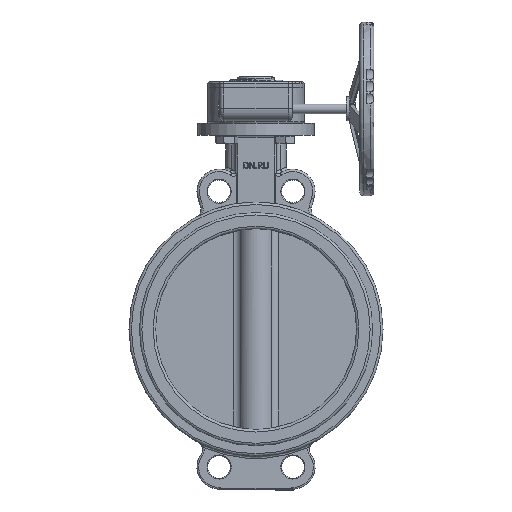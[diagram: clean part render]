
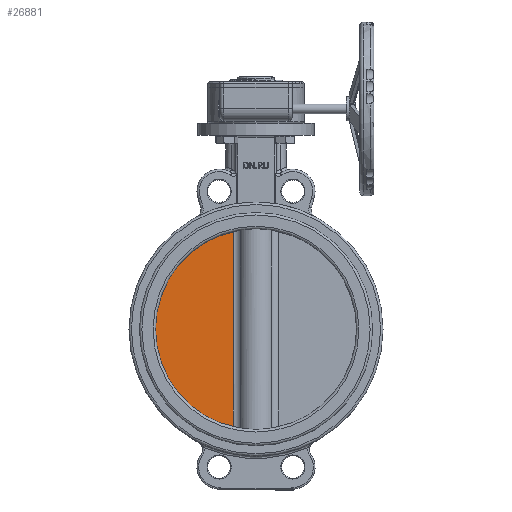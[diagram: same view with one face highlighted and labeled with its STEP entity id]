
A CAD part, top view. The second image highlights one B-rep face of the part: STEP entity #26881.
In plain terms, the highlighted planar face has unit normal (0, 0, 1).
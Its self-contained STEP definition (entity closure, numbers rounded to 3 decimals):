
#525=PLANE('',#28880);
#1102=LINE('',#41159,#2773);
#2773=VECTOR('',#32180,10.);
#5671=FACE_OUTER_BOUND('',#7364,.T.);
#7364=EDGE_LOOP('',(#17528,#17529));
#9219=CIRCLE('',#28866,125.);
#10786=VERTEX_POINT('',#41080);
#10787=VERTEX_POINT('',#41089);
#13257=EDGE_CURVE('',#10786,#10787,#9219,.T.);
#13273=EDGE_CURVE('',#10787,#10786,#1102,.T.);
#17528=ORIENTED_EDGE('',*,*,#13273,.F.);
#17529=ORIENTED_EDGE('',*,*,#13257,.F.);
#26881=ADVANCED_FACE('',(#5671),#525,.T.);
#28866=AXIS2_PLACEMENT_3D('',#41090,#32143,#32144);
#28880=AXIS2_PLACEMENT_3D('',#41160,#32181,#32182);
#32143=DIRECTION('center_axis',(0.,0.,-1.));
#32144=DIRECTION('ref_axis',(-1.,0.,0.));
#32180=DIRECTION('',(0.,-1.,0.));
#32181=DIRECTION('center_axis',(0.,0.,1.));
#32182=DIRECTION('ref_axis',(1.,0.,0.));
#41080=CARTESIAN_POINT('',(-28.267,-121.762,5.));
#41089=CARTESIAN_POINT('',(-28.267,121.762,5.));
#41090=CARTESIAN_POINT('Origin',(0.,0.,5.));
#41159=CARTESIAN_POINT('',(-28.267,-200.,5.));
#41160=CARTESIAN_POINT('Origin',(0.,0.,5.));
